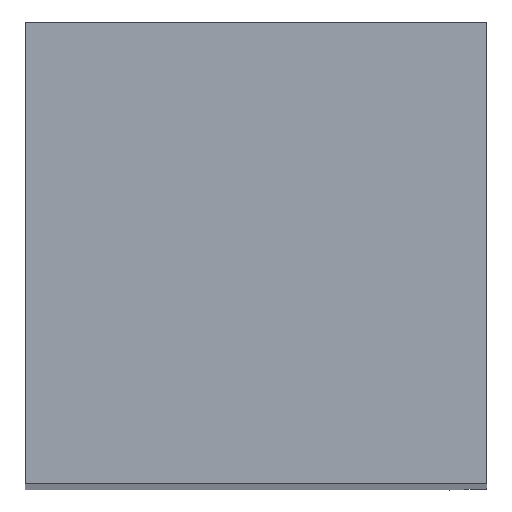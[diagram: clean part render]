
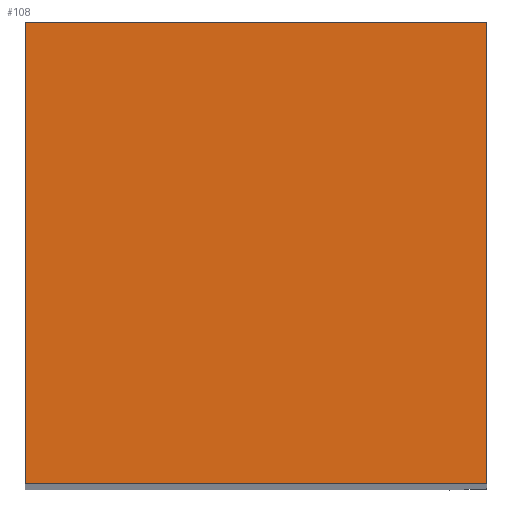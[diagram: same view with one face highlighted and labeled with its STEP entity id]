
A CAD part, top view. The second image highlights one B-rep face of the part: STEP entity #108.
In plain terms, the highlighted planar face has unit normal (0, 0, 1).
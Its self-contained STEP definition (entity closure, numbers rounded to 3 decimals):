
#108=ADVANCED_FACE('',(#150),#129,.F.);
#129=PLANE('',#653);
#150=FACE_OUTER_BOUND('',#185,.T.);
#185=EDGE_LOOP('',(#281,#282,#283,#284));
#281=ORIENTED_EDGE('',*,*,#429,.T.);
#282=ORIENTED_EDGE('',*,*,#424,.T.);
#283=ORIENTED_EDGE('',*,*,#420,.T.);
#284=ORIENTED_EDGE('',*,*,#415,.T.);
#360=VERTEX_POINT('',#916);
#361=VERTEX_POINT('',#918);
#364=VERTEX_POINT('',#927);
#367=VERTEX_POINT('',#935);
#415=EDGE_CURVE('',#361,#360,#533,.T.);
#420=EDGE_CURVE('',#364,#361,#537,.T.);
#424=EDGE_CURVE('',#367,#364,#541,.T.);
#429=EDGE_CURVE('',#360,#367,#544,.T.);
#533=LINE('',#917,#583);
#537=LINE('',#926,#587);
#541=LINE('',#934,#591);
#544=LINE('',#943,#594);
#583=VECTOR('',#763,1.);
#587=VECTOR('',#771,1.);
#591=VECTOR('',#777,1.);
#594=VECTOR('',#786,1.);
#653=AXIS2_PLACEMENT_3D('',#945,#789,#790);
#763=DIRECTION('',(0.,1.,0.));
#771=DIRECTION('',(1.,0.,0.));
#777=DIRECTION('',(0.,-1.,0.));
#786=DIRECTION('',(-1.,0.,0.));
#789=DIRECTION('',(0.,0.,-1.));
#790=DIRECTION('',(-1.,0.,0.));
#916=CARTESIAN_POINT('',(16.,16.,0.));
#917=CARTESIAN_POINT('',(16.,16.,0.));
#918=CARTESIAN_POINT('',(16.,0.,0.));
#926=CARTESIAN_POINT('',(16.,0.,0.));
#927=CARTESIAN_POINT('',(0.,0.,0.));
#934=CARTESIAN_POINT('',(0.,0.,0.));
#935=CARTESIAN_POINT('',(0.,16.,0.));
#943=CARTESIAN_POINT('',(0.,16.,0.));
#945=CARTESIAN_POINT('',(0.,0.,0.));
